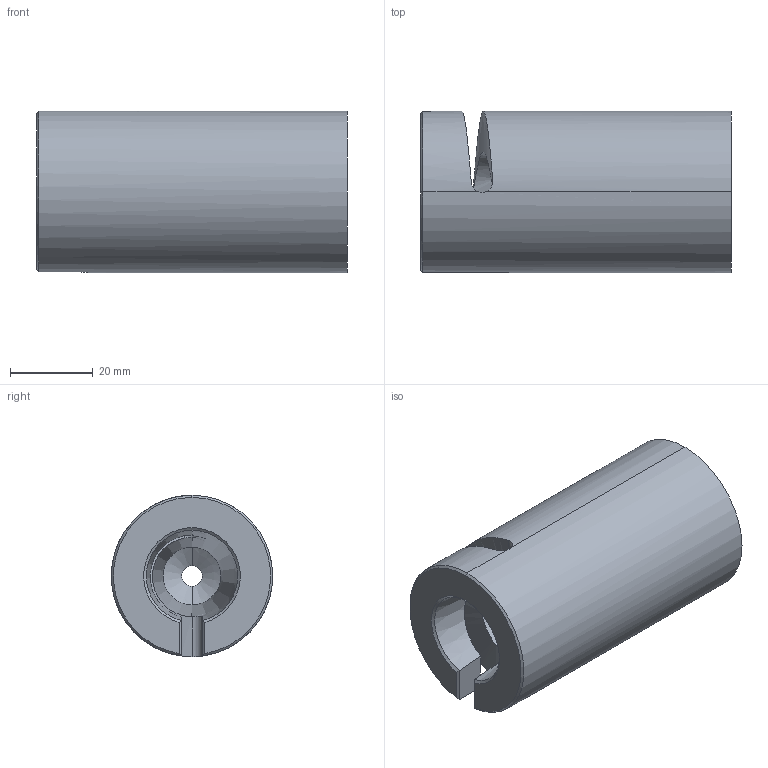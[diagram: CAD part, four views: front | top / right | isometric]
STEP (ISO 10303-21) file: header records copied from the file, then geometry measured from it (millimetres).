
FILE_DESCRIPTION (( 'STEP AP203' ), '1' );
FILE_NAME ('Douille_rapide_Constan_G.STEP', '2022-12-22T15:24:43', ( 'Admin' ), ( '' ), 'SwSTEP 2.0', 'SolidWorks 2020', '' );
FILE_SCHEMA (( 'CONFIG_CONTROL_DESIGN' ));
Length unit declared in the file: millimetre
Products named in the file (1): Douille_rapide_Constan_G
Bounding box: 75 x 39 x 39 mm (x, y, z)
Volume: 72678 mm3; surface area: 15126.1 mm2
Topology: 1 solids, 1 shells, 25 faces, 65 edges, 41 vertices
Faces by surface type: cylinder 9, cone 8, plane 6, bspline 2
Entity records: 1106 total; most frequent: CARTESIAN_POINT 467, ORIENTED_EDGE 130, DIRECTION 102, EDGE_CURVE 65, AXIS2_PLACEMENT_3D 41, VERTEX_POINT 41, EDGE_LOOP 26, ADVANCED_FACE 25
